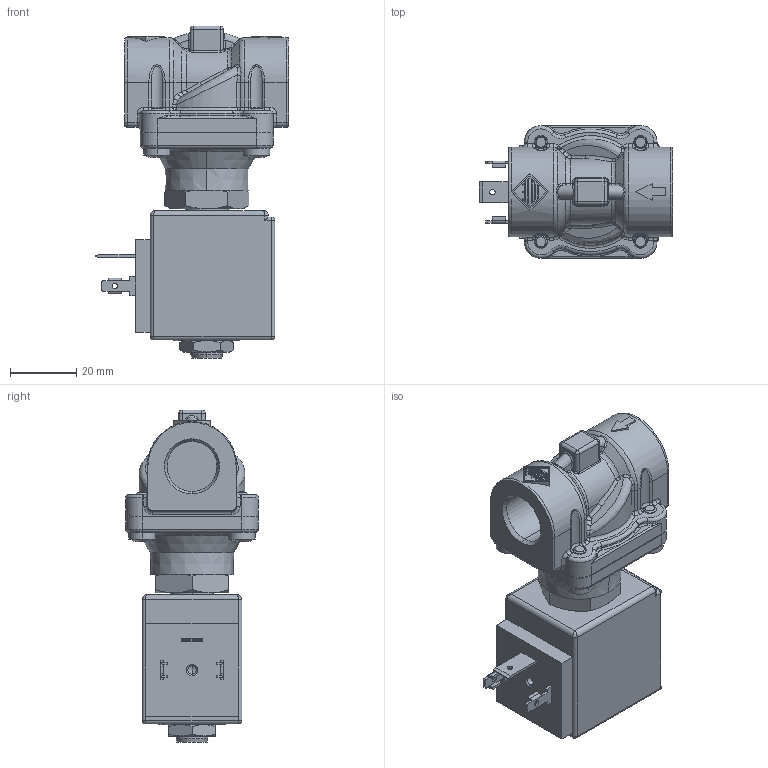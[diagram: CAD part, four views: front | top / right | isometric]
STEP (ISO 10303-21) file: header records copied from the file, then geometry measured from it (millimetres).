
FILE_DESCRIPTION((''),'2;1');
FILE_NAME('21H11K0V120_BDA_INGOMBRO_ASM','2009-07-07T',('romeri'),('O.D.E.'),'PRO/ENGINEER BY PARAMETRIC TECHNOLOGY CORPORATION, 2005450','PRO/ENGINEER BY PARAMETRIC TECHNOLOGY CORPORATION, 2005450','');
FILE_SCHEMA(('CONFIG_CONTROL_DESIGN'));
Length unit declared in the file: millimetre
Products named in the file (8): 4500H7_INGOMBRO; 452325_INGOMBRO; 450603_INGOMBRO; BOBINA_8_W_INGOMBRO; 990445; 450145; 450146; 21H11K0V120_BDA_INGOMBRO_ASM
Assembly tree (10 placements, depth 2):
  21H11K0V120_BDA_INGOMBRO_ASM
    4500H7_INGOMBRO
    452325_INGOMBRO
    450603_INGOMBRO
    BOBINA_8_W_INGOMBRO
    990445  x4
    450145
    450146
Bounding box: 58.4 x 40 x 100.1 mm (x, y, z)
Volume: 87867.5 mm3; surface area: 34896.9 mm2
Topology: 10 solids, 20 shells, 765 faces, 1780 edges, 1071 vertices
Faces by surface type: plane 292, cylinder 233, torus 82, cone 81, bspline 47, sphere 30
Entity records: 27924 total; most frequent: CARTESIAN_POINT 6476, DIRECTION 3358, ORIENTED_EDGE 3178, PRESENTATION_STYLE_ASSIGNMENT 1676, STYLED_ITEM 1610, CURVE_STYLE 1598, EDGE_CURVE 1598, AXIS2_PLACEMENT_3D 1321
